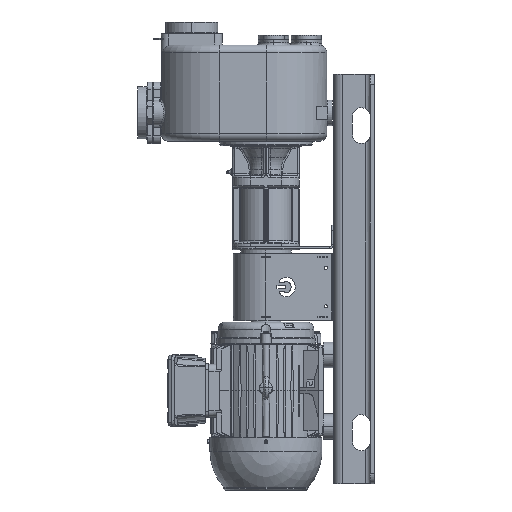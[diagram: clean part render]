
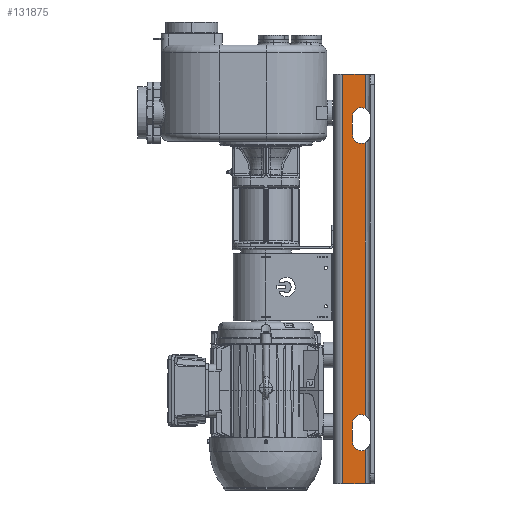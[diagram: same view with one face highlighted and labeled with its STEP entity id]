
A CAD part, left-side view. The second image highlights one B-rep face of the part: STEP entity #131875.
In plain terms, the highlighted planar face has unit normal (-1, 0, 0).
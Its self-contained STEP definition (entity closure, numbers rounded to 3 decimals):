
#26538=DIRECTION('',(0.,0.,-1.));
#26539=VECTOR('',#26538,800.);
#26540=CARTESIAN_POINT('',(-145.,-32.,75.));
#26541=LINE('',#26540,#26539);
#52413=DIRECTION('',(0.,0.,-1.));
#52414=VECTOR('',#52413,35.);
#52415=CARTESIAN_POINT('',(-145.,-51.,-7.5));
#52416=LINE('',#52415,#52414);
#52417=CARTESIAN_POINT('',(-145.,-68.5,-42.5));
#52418=DIRECTION('',(1.,0.,0.));
#52419=DIRECTION('',(0.,-0.429,-0.904));
#52420=AXIS2_PLACEMENT_3D('',#52417,#52418,#52419);
#52422=DIRECTION('',(0.,0.,-1.));
#52423=VECTOR('',#52422,533.377);
#52424=CARTESIAN_POINT('',(-145.,-76.,-58.311));
#52425=LINE('',#52424,#52423);
#52426=CARTESIAN_POINT('',(-145.,-68.5,-607.5));
#52427=DIRECTION('',(1.,0.,0.));
#52428=DIRECTION('',(0.,1.,0.));
#52429=AXIS2_PLACEMENT_3D('',#52426,#52427,#52428);
#52431=DIRECTION('',(0.,0.,-1.));
#52432=VECTOR('',#52431,35.);
#52433=CARTESIAN_POINT('',(-145.,-51.,-607.5));
#52434=LINE('',#52433,#52432);
#52435=CARTESIAN_POINT('',(-145.,-68.5,-642.5));
#52436=DIRECTION('',(1.,0.,0.));
#52437=DIRECTION('',(0.,-0.429,-0.904));
#52438=AXIS2_PLACEMENT_3D('',#52435,#52436,#52437);
#52440=DIRECTION('',(0.,0.,-1.));
#52441=VECTOR('',#52440,66.689);
#52442=CARTESIAN_POINT('',(-145.,-76.,-658.311));
#52443=LINE('',#52442,#52441);
#52444=DIRECTION('',(0.,0.,-1.));
#52445=VECTOR('',#52444,66.689);
#52446=CARTESIAN_POINT('',(-145.,-76.,75.));
#52447=LINE('',#52446,#52445);
#52448=CARTESIAN_POINT('',(-145.,-68.5,-7.5));
#52449=DIRECTION('',(1.,0.,0.));
#52450=DIRECTION('',(0.,1.,0.));
#52451=AXIS2_PLACEMENT_3D('',#52448,#52449,#52450);
#52507=CARTESIAN_POINT('',(-145.,-76.,-58.311));
#52513=CARTESIAN_POINT('',(-145.,-76.,-591.689));
#52655=CARTESIAN_POINT('',(-145.,-76.,8.311));
#52885=DIRECTION('',(0.,1.,0.));
#52886=VECTOR('',#52885,44.);
#52887=CARTESIAN_POINT('',(-145.,-76.,75.));
#52888=LINE('',#52887,#52886);
#52993=CARTESIAN_POINT('',(-145.,-76.,-658.311));
#53205=DIRECTION('',(0.,1.,0.));
#53206=VECTOR('',#53205,44.);
#53207=CARTESIAN_POINT('',(-145.,-76.,-725.));
#53208=LINE('',#53207,#53206);
#70647=CARTESIAN_POINT('',(-145.,-76.,75.));
#70649=VERTEX_POINT('',#70647);
#70650=CARTESIAN_POINT('',(-145.,-32.,75.));
#70651=VERTEX_POINT('',#70650);
#70663=CARTESIAN_POINT('',(-145.,-76.,-725.));
#70665=VERTEX_POINT('',#70663);
#70666=CARTESIAN_POINT('',(-145.,-32.,-725.));
#70667=VERTEX_POINT('',#70666);
#70787=VERTEX_POINT('',#52507);
#70790=VERTEX_POINT('',#52655);
#70792=VERTEX_POINT('',#52993);
#70795=VERTEX_POINT('',#52513);
#70796=CARTESIAN_POINT('',(-145.,-51.,-7.5));
#70797=CARTESIAN_POINT('',(-145.,-51.,-42.5));
#70798=VERTEX_POINT('',#70796);
#70799=VERTEX_POINT('',#70797);
#70800=CARTESIAN_POINT('',(-145.,-51.,-642.5));
#70801=VERTEX_POINT('',#70800);
#70802=CARTESIAN_POINT('',(-145.,-51.,-607.5));
#70803=VERTEX_POINT('',#70802);
#131846=CARTESIAN_POINT('',(-145.,-76.,75.));
#131847=DIRECTION('',(-1.,0.,0.));
#131848=DIRECTION('',(0.,1.,0.));
#131849=AXIS2_PLACEMENT_3D('',#131846,#131847,#131848);
#131850=PLANE('',#131849);
#131851=ORIENTED_EDGE('',*,*,#131836,.T.);
#131853=ORIENTED_EDGE('',*,*,#131852,.F.);
#131855=ORIENTED_EDGE('',*,*,#131854,.T.);
#131857=ORIENTED_EDGE('',*,*,#131856,.F.);
#131859=ORIENTED_EDGE('',*,*,#131858,.T.);
#131861=ORIENTED_EDGE('',*,*,#131860,.F.);
#131863=ORIENTED_EDGE('',*,*,#131862,.T.);
#131865=ORIENTED_EDGE('',*,*,#131864,.T.);
#131866=ORIENTED_EDGE('',*,*,#97377,.F.);
#131868=ORIENTED_EDGE('',*,*,#131867,.F.);
#131870=ORIENTED_EDGE('',*,*,#131869,.T.);
#131872=ORIENTED_EDGE('',*,*,#131871,.F.);
#131873=EDGE_LOOP('',(#131851,#131853,#131855,#131857,#131859,#131861,#131863,
#131865,#131866,#131868,#131870,#131872));
#131874=FACE_OUTER_BOUND('',#131873,.F.);
#131875=ADVANCED_FACE('',(#131874),#131850,.T.);
#52421=CIRCLE('',#52420,17.5);
#52430=CIRCLE('',#52429,17.5);
#52439=CIRCLE('',#52438,17.5);
#52452=CIRCLE('',#52451,17.5);
#97377=EDGE_CURVE('',#70651,#70667,#26541,.T.);
#131836=EDGE_CURVE('',#70798,#70799,#52416,.T.);
#131852=EDGE_CURVE('',#70787,#70799,#52421,.T.);
#131854=EDGE_CURVE('',#70787,#70795,#52425,.T.);
#131856=EDGE_CURVE('',#70803,#70795,#52430,.T.);
#131858=EDGE_CURVE('',#70803,#70801,#52434,.T.);
#131860=EDGE_CURVE('',#70792,#70801,#52439,.T.);
#131862=EDGE_CURVE('',#70792,#70665,#52443,.T.);
#131864=EDGE_CURVE('',#70665,#70667,#53208,.T.);
#131867=EDGE_CURVE('',#70649,#70651,#52888,.T.);
#131869=EDGE_CURVE('',#70649,#70790,#52447,.T.);
#131871=EDGE_CURVE('',#70798,#70790,#52452,.T.);
